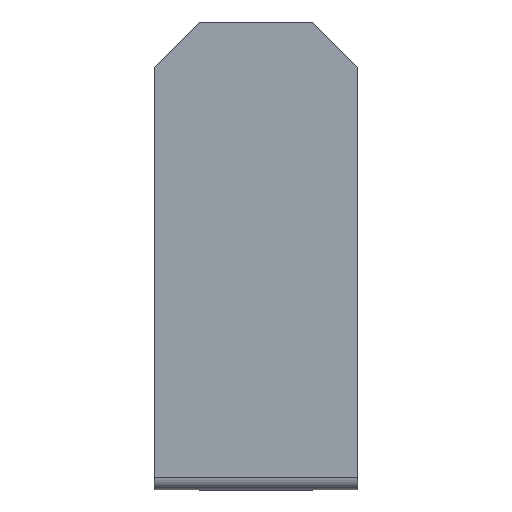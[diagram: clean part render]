
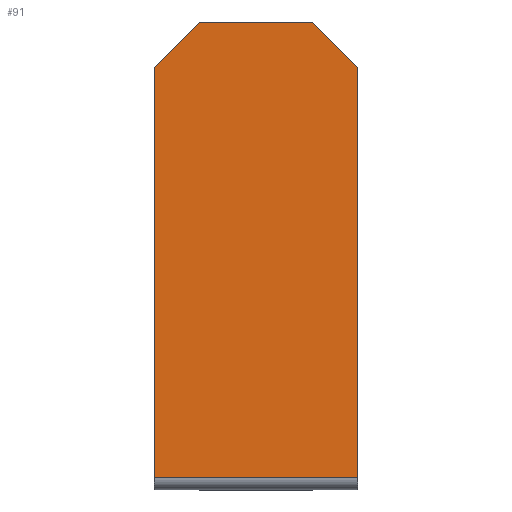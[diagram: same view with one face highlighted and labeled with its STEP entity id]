
A CAD part, top view. The second image highlights one B-rep face of the part: STEP entity #91.
In plain terms, the highlighted planar face has unit normal (0, 0, 1).
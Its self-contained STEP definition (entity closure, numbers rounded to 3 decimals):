
#21 = EDGE_CURVE('',#22,#24,#26,.T.);
#22 = VERTEX_POINT('',#23);
#23 = CARTESIAN_POINT('',(-4.5,4.,70.05));
#24 = VERTEX_POINT('',#25);
#25 = CARTESIAN_POINT('',(-4.5,-14.1,70.05));
#26 = LINE('',#27,#28);
#27 = CARTESIAN_POINT('',(-4.5,6.,70.05));
#28 = VECTOR('',#29,1.);
#29 = DIRECTION('',(0.,-1.,0.));
#91 = ADVANCED_FACE('',(#92),#133,.T.);
#92 = FACE_BOUND('',#93,.T.);
#93 = EDGE_LOOP('',(#94,#95,#103,#111,#119,#127));
#94 = ORIENTED_EDGE('',*,*,#21,.T.);
#95 = ORIENTED_EDGE('',*,*,#96,.T.);
#96 = EDGE_CURVE('',#24,#97,#99,.T.);
#97 = VERTEX_POINT('',#98);
#98 = CARTESIAN_POINT('',(4.5,-14.1,70.05));
#99 = LINE('',#100,#101);
#100 = CARTESIAN_POINT('',(-4.5,-14.1,70.05));
#101 = VECTOR('',#102,1.);
#102 = DIRECTION('',(1.,0.,0.));
#103 = ORIENTED_EDGE('',*,*,#104,.T.);
#104 = EDGE_CURVE('',#97,#105,#107,.T.);
#105 = VERTEX_POINT('',#106);
#106 = CARTESIAN_POINT('',(4.5,4.,70.05));
#107 = LINE('',#108,#109);
#108 = CARTESIAN_POINT('',(4.5,-14.65,70.05));
#109 = VECTOR('',#110,1.);
#110 = DIRECTION('',(0.,1.,0.));
#111 = ORIENTED_EDGE('',*,*,#112,.F.);
#112 = EDGE_CURVE('',#113,#105,#115,.T.);
#113 = VERTEX_POINT('',#114);
#114 = CARTESIAN_POINT('',(2.5,6.,70.05));
#115 = LINE('',#116,#117);
#116 = CARTESIAN_POINT('',(4.956,3.544,70.05));
#117 = VECTOR('',#118,1.);
#118 = DIRECTION('',(0.707,-0.707,0.));
#119 = ORIENTED_EDGE('',*,*,#120,.T.);
#120 = EDGE_CURVE('',#113,#121,#123,.T.);
#121 = VERTEX_POINT('',#122);
#122 = CARTESIAN_POINT('',(-2.5,6.,70.05));
#123 = LINE('',#124,#125);
#124 = CARTESIAN_POINT('',(4.5,6.,70.05));
#125 = VECTOR('',#126,1.);
#126 = DIRECTION('',(-1.,0.,0.));
#127 = ORIENTED_EDGE('',*,*,#128,.F.);
#128 = EDGE_CURVE('',#22,#121,#129,.T.);
#129 = LINE('',#130,#131);
#130 = CARTESIAN_POINT('',(-4.956,3.544,70.05));
#131 = VECTOR('',#132,1.);
#132 = DIRECTION('',(0.707,0.707,-0.));
#133 = PLANE('',#134);
#134 = AXIS2_PLACEMENT_3D('',#135,#136,#137);
#135 = CARTESIAN_POINT('',(0.,-4.325,70.05));
#136 = DIRECTION('',(0.,0.,1.));
#137 = DIRECTION('',(1.,0.,0.));
